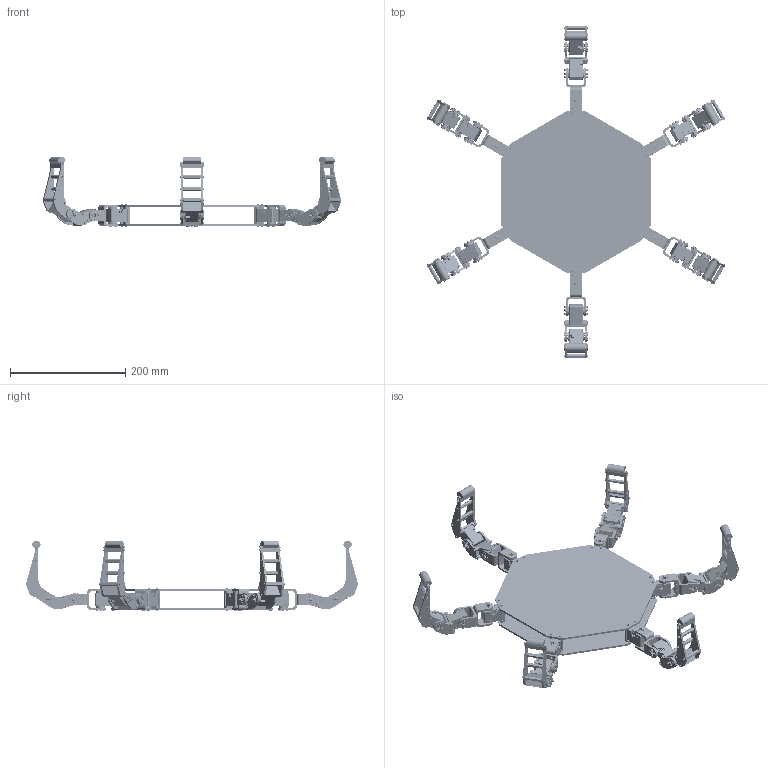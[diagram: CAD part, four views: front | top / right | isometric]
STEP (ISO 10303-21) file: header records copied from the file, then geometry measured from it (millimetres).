
FILE_DESCRIPTION(/* description */ (''),/* implementation_level */ '2;1');
FILE_NAME(/* name */ 'HEXY.stp',/* time_stamp */ '2024-07-03T13:54:36-04:00',/* author */ ('Hemant'),/* organization */ (''),/* preprocessor_version */ 'ST-DEVELOPER v19.2',/* originating_system */ 'Autodesk Inventor 2024',/* authorisation */ '');
FILE_SCHEMA (('AUTOMOTIVE_DESIGN { 1 0 10303 214 3 1 1 }'));
Length unit declared in the file: millimetre
Products named in the file (22): HEXY; Assembly3; Motor_Bracket; Tibia_Femur_Connect; DC15_A01_DUMMY_ASSY_IDLE_ASM; DC15_A01_CASE_M_DUMMY; DC15_A01_CASE_F_DUMMY; DC15_A01_CASE_B_DUMMY; DC15_A01_HORN_DUMMY; DC15_A01_LED_CAP2_DUMMY; PHS_1_7X20_5_DC10; DC15_A01_HORN_IDLE2_DUMMY; DC15_A01_IDLE_CAP_DUMMY; BTS2_M2_6X8; B3B-EH; Motor_Base; Tibia_V2; Foot_V1; TPU_FootGrip; Standoff; socket head cap screw_iso_ISO 4762 M2 x 5 --- 5S; Body_Plate
Assembly tree (82 placements, depth 4):
  HEXY
    Body_Plate  x2
    Assembly3  x6
      DC15_A01_DUMMY_ASSY_IDLE_ASM
        DC15_A01_CASE_M_DUMMY
        DC15_A01_CASE_F_DUMMY
        DC15_A01_CASE_B_DUMMY
        DC15_A01_HORN_DUMMY
        DC15_A01_LED_CAP2_DUMMY
        PHS_1_7X20_5_DC10  x4
        BTS2_M2_6X8  x2
        DC15_A01_HORN_IDLE2_DUMMY
        DC15_A01_IDLE_CAP_DUMMY
        B3B-EH  x2
      Motor_Bracket
      Motor_Base
      Tibia_Femur_Connect
      Standoff
      socket head cap screw_iso_ISO 4762 M2 x 5 --- 5S
      Tibia_V2
      Foot_V1
      TPU_FootGrip
Bounding box: 518.41 x 577.25 x 122.39 mm (x, y, z)
Volume: 938524.1 mm3; surface area: 652424.9 mm2
Topology: 608 solids, 716 shells, 25852 faces, 67122 edges, 43692 vertices
Faces by surface type: plane 12742, cylinder 6198, cone 6120, torus 684, sphere 108
Full cylindrical faces by diameter (mm): 1.4 x216, 1.6 x288, 1.7 x72, 1.8 x72, 2 x3072, 2.15 x36, 2.2 x60, 2.5 x18, 2.6 x36, 2.8 x18, 3.8 x252, 4.5 x48, 4.8 x18, 5 x72, 5.2 x18, 5.6 x36, 6 x18, 6.5 x18, 6.7 x18, 6.8 x54, 7.2 x18, 7.8 x18, 10 x36, 14 x36, 16 x18
Entity records: 22810 total; most frequent: DIRECTION 3858, CARTESIAN_POINT 3846, ORIENTED_EDGE 3536, EDGE_CURVE 1770, AXIS2_PLACEMENT_3D 1320, LINE 1218, VECTOR 1218, VERTEX_POINT 1157
